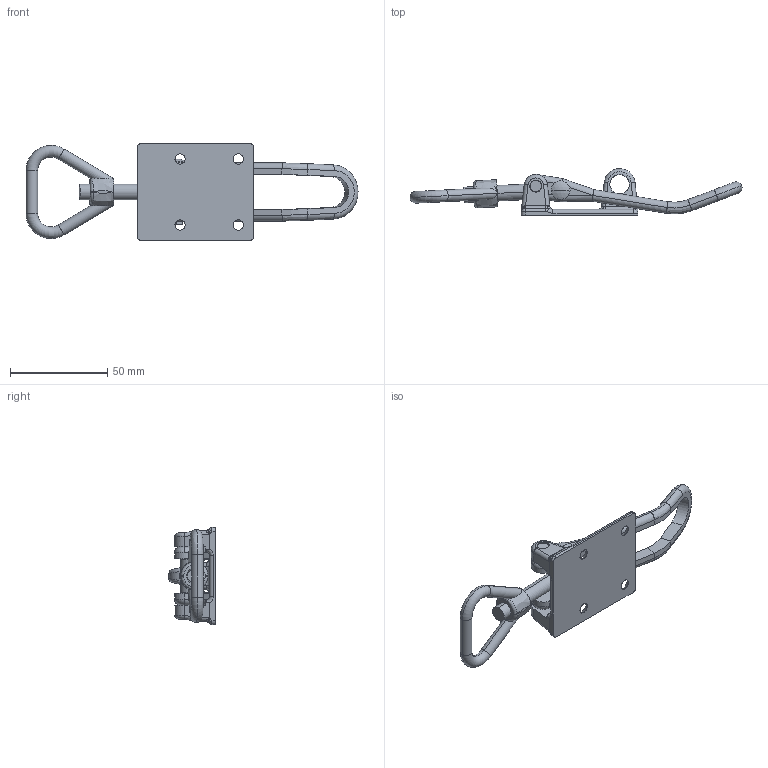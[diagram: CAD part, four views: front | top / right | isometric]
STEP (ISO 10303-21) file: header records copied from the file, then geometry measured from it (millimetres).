
FILE_DESCRIPTION (( 'STEP AP214' ), '1' );
FILE_NAME ('510619 - 403 C Kromad.STEP', '2016-12-29T13:40:00', ( '' ), ( '' ), 'SwSTEP 2.0', 'SolidWorks 2015', '' );
FILE_SCHEMA (( 'AUTOMOTIVE_DESIGN' ));
Length unit declared in the file: millimetre
Products named in the file (6): Justerskruv M8; Hålnit 6x34; Bygel 4; Ring 3; 403-503 C; 510619 - 403 C Kromad
Assembly tree (5 placements, depth 2):
  510619 - 403 C Kromad
    403-503 C
    Ring 3
    Bygel 4
    Hålnit 6x34
    Justerskruv M8
Bounding box: 171.11 x 24 x 50 mm (x, y, z)
Volume: 32222.1 mm3; surface area: 20799.9 mm2
Topology: 5 solids, 5 shells, 279 faces, 664 edges, 391 vertices
Faces by surface type: cylinder 112, bspline 67, plane 61, torus 20, sphere 11, cone 8
Entity records: 11793 total; most frequent: CARTESIAN_POINT 5668, ORIENTED_EDGE 1316, DIRECTION 1147, EDGE_CURVE 658, AXIS2_PLACEMENT_3D 461, VERTEX_POINT 391, EDGE_LOOP 305, ADVANCED_FACE 279
